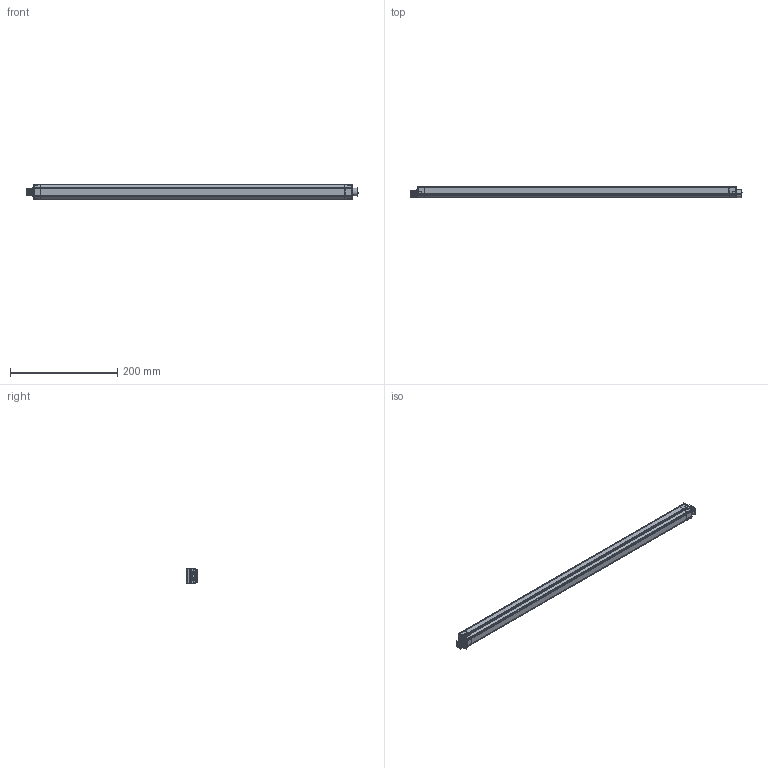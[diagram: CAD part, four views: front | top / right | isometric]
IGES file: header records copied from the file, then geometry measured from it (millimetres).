
Start section:  PTC IGES file: 154528_sm01.igs
Global section: file name: 154528_sm01.igs; native system: Creo Parametric by PTC Inc.; preprocessor: 2022414; author: banengservice; organization: Unknown; date: 20251010.093548; units: millimetre
Bounding box: 618.5 x 21.89 x 28.4 mm (x, y, z)
Volume: 316816.2 mm3; surface area: 274146 mm2
Topology: 2 solids, 2 shells, 798 faces, 4094 edges, 5198 vertices
Faces by surface type: revolution 516, bspline 282
